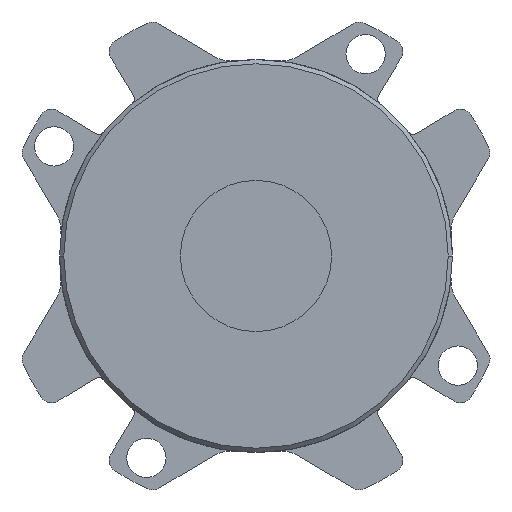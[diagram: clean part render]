
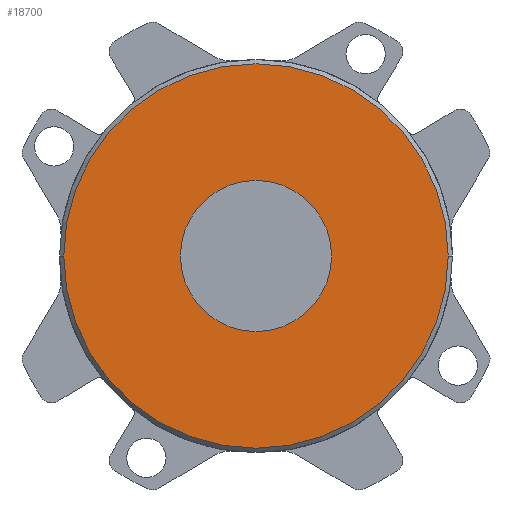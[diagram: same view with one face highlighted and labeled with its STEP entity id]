
A CAD part, left-side view. The second image highlights one B-rep face of the part: STEP entity #18700.
In plain terms, the highlighted planar face has unit normal (-1, 0, 0).
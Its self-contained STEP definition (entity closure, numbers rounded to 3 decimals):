
#100=CARTESIAN_POINT('',(0.,12.5,0.));
#110=VERTEX_POINT('',#100);
#160=CARTESIAN_POINT('',(0.,0.,0.));
#170=DIRECTION('',(-1.,0.,0.));
#180=DIRECTION('',(0.,1.,0.));
#190=AXIS2_PLACEMENT_3D('',#160,#170,#180);
#200=CIRCLE('',#190,12.5);
#210=CARTESIAN_POINT('',(0.,-12.5,0.));
#220=VERTEX_POINT('',#210);
#230=EDGE_CURVE('',#220,#110,#200,.T.);
#590=CARTESIAN_POINT('',(0.,-31.793,0.));
#600=VERTEX_POINT('',#590);
#650=CARTESIAN_POINT('',(0.,0.,0.));
#660=DIRECTION('',(-1.,0.,0.));
#670=DIRECTION('',(0.,1.,0.));
#680=AXIS2_PLACEMENT_3D('',#650,#660,#670);
#690=CIRCLE('',#680,31.793);
#700=CARTESIAN_POINT('',(0.,31.793,
0.));
#710=VERTEX_POINT('',#700);
#720=EDGE_CURVE('',#600,#710,#690,.T.);
#18550=CARTESIAN_POINT('',(0.,22.146,0.));
#18560=DIRECTION('',(-1.,0.,0.));
#18570=DIRECTION('',(0.,1.,0.));
#18580=AXIS2_PLACEMENT_3D('',#18550,#18560,#18570);
#18590=PLANE('',#18580);
#18600=EDGE_CURVE('',#110,#220,#200,.T.);
#18610=ORIENTED_EDGE('',*,*,#18600,.F.);
#18620=ORIENTED_EDGE('',*,*,#230,.F.);
#18630=EDGE_LOOP('',(#18620,#18610));
#18640=FACE_BOUND('',#18630,.T.);
#18650=ORIENTED_EDGE('',*,*,#720,.T.);
#18660=EDGE_CURVE('',#710,#600,#690,.T.);
#18670=ORIENTED_EDGE('',*,*,#18660,.T.);
#18680=EDGE_LOOP('',(#18670,#18650));
#18690=FACE_OUTER_BOUND('',#18680,.T.);
#18700=ADVANCED_FACE('',(#18640,#18690),#18590,.T.);
